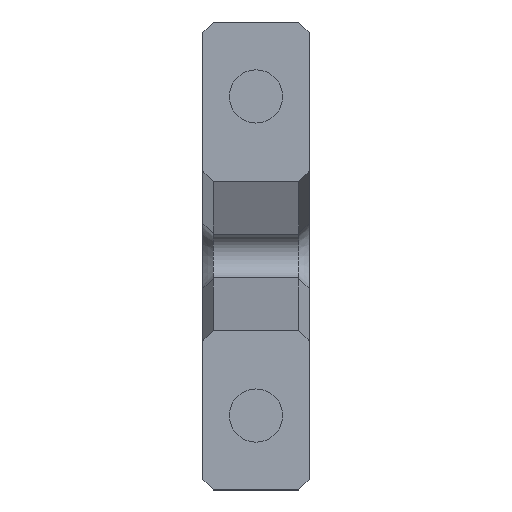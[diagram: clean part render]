
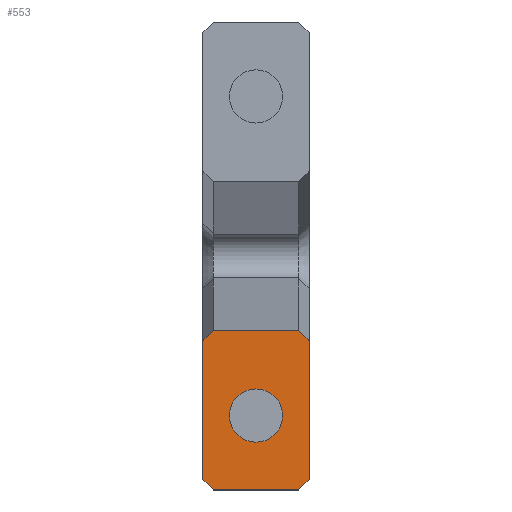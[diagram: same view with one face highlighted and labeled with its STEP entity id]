
A CAD part, left-side view. The second image highlights one B-rep face of the part: STEP entity #553.
In plain terms, the highlighted planar face has unit normal (-1, 0, 0).
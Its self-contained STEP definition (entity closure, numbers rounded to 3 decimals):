
#26 = VERTEX_POINT ( 'NONE', #929 ) ;
#103 = CARTESIAN_POINT ( 'NONE',  ( -133., 10., -8. ) ) ;
#127 = LINE ( 'NONE', #1676, #1219 ) ;
#264 = VERTEX_POINT ( 'NONE', #1097 ) ;
#369 = LINE ( 'NONE', #4320, #2450 ) ;
#403 = EDGE_CURVE ( 'NONE', #3950, #3474, #4740, .T. ) ;
#444 = DIRECTION ( 'NONE',  ( 0., 0.707, -0.707 ) ) ;
#553 = ADVANCED_FACE ( 'NONE', ( #2537, #3641 ), #1712, .F. ) ;
#626 = EDGE_CURVE ( 'NONE', #2856, #1625, #2714, .T. ) ;
#739 = AXIS2_PLACEMENT_3D ( 'NONE', #3351, #4488, #4111 ) ;
#929 = CARTESIAN_POINT ( 'NONE',  ( -133., 10., -8. ) ) ;
#981 = EDGE_CURVE ( 'NONE', #1201, #3474, #2580, .T. ) ;
#985 = DIRECTION ( 'NONE',  ( -1., 0., 0. ) ) ;
#1027 = ORIENTED_EDGE ( 'NONE', *, *, #1323, .F. ) ;
#1029 = DIRECTION ( 'NONE',  ( 0., -0.707, 0.707 ) ) ;
#1097 = CARTESIAN_POINT ( 'NONE',  ( -133., 0., -21. ) ) ;
#1171 = CARTESIAN_POINT ( 'NONE',  ( -133., 1., -7. ) ) ;
#1201 = VERTEX_POINT ( 'NONE', #1670 ) ;
#1219 = VECTOR ( 'NONE', #4846, 1000. ) ;
#1269 = DIRECTION ( 'NONE',  ( 0., 0., -1. ) ) ;
#1323 = EDGE_CURVE ( 'NONE', #1625, #2856, #3974, .T. ) ;
#1400 = CARTESIAN_POINT ( 'NONE',  ( -133., 1., -22. ) ) ;
#1429 = CARTESIAN_POINT ( 'NONE',  ( -133., 10., -21. ) ) ;
#1482 = VECTOR ( 'NONE', #1029, 1000. ) ;
#1489 = EDGE_CURVE ( 'NONE', #264, #3950, #2327, .T. ) ;
#1625 = VERTEX_POINT ( 'NONE', #3609 ) ;
#1664 = CARTESIAN_POINT ( 'NONE',  ( -133., 10., -22. ) ) ;
#1670 = CARTESIAN_POINT ( 'NONE',  ( -133., 9., -7. ) ) ;
#1676 = CARTESIAN_POINT ( 'NONE',  ( -133., 10., -21. ) ) ;
#1712 = PLANE ( 'NONE',  #3470 ) ;
#1805 = AXIS2_PLACEMENT_3D ( 'NONE', #2176, #985, #4273 ) ;
#1879 = VECTOR ( 'NONE', #444, 1000. ) ;
#1902 = CARTESIAN_POINT ( 'NONE',  ( -133., 1., -7. ) ) ;
#1936 = VERTEX_POINT ( 'NONE', #1429 ) ;
#1980 = CARTESIAN_POINT ( 'NONE',  ( -133., 5., -17.5 ) ) ;
#2168 = LINE ( 'NONE', #4204, #4114 ) ;
#2176 = CARTESIAN_POINT ( 'NONE',  ( -133., 5., -15. ) ) ;
#2202 = ORIENTED_EDGE ( 'NONE', *, *, #2325, .T. ) ;
#2218 = ORIENTED_EDGE ( 'NONE', *, *, #626, .F. ) ;
#2325 = EDGE_CURVE ( 'NONE', #4654, #264, #4552, .T. ) ;
#2327 = LINE ( 'NONE', #3414, #3812 ) ;
#2389 = DIRECTION ( 'NONE',  ( 0., 0.707, 0.707 ) ) ;
#2402 = DIRECTION ( 'NONE',  ( 0., -1., 0. ) ) ;
#2450 = VECTOR ( 'NONE', #2402, 1000. ) ;
#2476 = EDGE_CURVE ( 'NONE', #2737, #4654, #369, .T. ) ;
#2537 = FACE_BOUND ( 'NONE', #3751, .T. ) ;
#2580 = LINE ( 'NONE', #2823, #2718 ) ;
#2682 = DIRECTION ( 'NONE',  ( 0., 0., 1. ) ) ;
#2714 = CIRCLE ( 'NONE', #1805, 2.5 ) ;
#2718 = VECTOR ( 'NONE', #4573, 1000. ) ;
#2737 = VERTEX_POINT ( 'NONE', #3396 ) ;
#2752 = EDGE_CURVE ( 'NONE', #1936, #26, #2168, .T. ) ;
#2823 = CARTESIAN_POINT ( 'NONE',  ( -133., 10., -7. ) ) ;
#2856 = VERTEX_POINT ( 'NONE', #1980 ) ;
#3056 = ORIENTED_EDGE ( 'NONE', *, *, #403, .T. ) ;
#3180 = LINE ( 'NONE', #103, #1879 ) ;
#3351 = CARTESIAN_POINT ( 'NONE',  ( -133., 5., -15. ) ) ;
#3396 = CARTESIAN_POINT ( 'NONE',  ( -133., 9., -22. ) ) ;
#3414 = CARTESIAN_POINT ( 'NONE',  ( -133., 0., -22. ) ) ;
#3451 = ORIENTED_EDGE ( 'NONE', *, *, #4030, .T. ) ;
#3470 = AXIS2_PLACEMENT_3D ( 'NONE', #1664, #4835, #1269 ) ;
#3474 = VERTEX_POINT ( 'NONE', #1902 ) ;
#3609 = CARTESIAN_POINT ( 'NONE',  ( -133., 5., -12.5 ) ) ;
#3621 = ORIENTED_EDGE ( 'NONE', *, *, #1489, .T. ) ;
#3641 = FACE_OUTER_BOUND ( 'NONE', #4829, .T. ) ;
#3646 = ORIENTED_EDGE ( 'NONE', *, *, #2752, .F. ) ;
#3703 = CARTESIAN_POINT ( 'NONE',  ( -133., 0., -8. ) ) ;
#3751 = EDGE_LOOP ( 'NONE', ( #1027, #2218 ) ) ;
#3759 = DIRECTION ( 'NONE',  ( 0., 0., 1. ) ) ;
#3812 = VECTOR ( 'NONE', #2682, 1000. ) ;
#3926 = CARTESIAN_POINT ( 'NONE',  ( -133., 1., -22. ) ) ;
#3950 = VERTEX_POINT ( 'NONE', #3703 ) ;
#3974 = CIRCLE ( 'NONE', #739, 2.5 ) ;
#4030 = EDGE_CURVE ( 'NONE', #1201, #26, #3180, .T. ) ;
#4111 = DIRECTION ( 'NONE',  ( 0., 0., 1. ) ) ;
#4114 = VECTOR ( 'NONE', #3759, 1000. ) ;
#4204 = CARTESIAN_POINT ( 'NONE',  ( -133., 10., -22. ) ) ;
#4273 = DIRECTION ( 'NONE',  ( 0., 0., 1. ) ) ;
#4320 = CARTESIAN_POINT ( 'NONE',  ( -133., 10., -22. ) ) ;
#4488 = DIRECTION ( 'NONE',  ( -1., 0., 0. ) ) ;
#4549 = VECTOR ( 'NONE', #2389, 1000. ) ;
#4552 = LINE ( 'NONE', #1400, #1482 ) ;
#4573 = DIRECTION ( 'NONE',  ( 0., -1., 0. ) ) ;
#4654 = VERTEX_POINT ( 'NONE', #3926 ) ;
#4694 = ORIENTED_EDGE ( 'NONE', *, *, #2476, .T. ) ;
#4740 = LINE ( 'NONE', #1171, #4549 ) ;
#4829 = EDGE_LOOP ( 'NONE', ( #3646, #4844, #4694, #2202, #3621, #3056, #5052, #3451 ) ) ;
#4835 = DIRECTION ( 'NONE',  ( 1., 0., 0. ) ) ;
#4844 = ORIENTED_EDGE ( 'NONE', *, *, #5088, .T. ) ;
#4846 = DIRECTION ( 'NONE',  ( 0., -0.707, -0.707 ) ) ;
#5052 = ORIENTED_EDGE ( 'NONE', *, *, #981, .F. ) ;
#5088 = EDGE_CURVE ( 'NONE', #1936, #2737, #127, .T. ) ;
